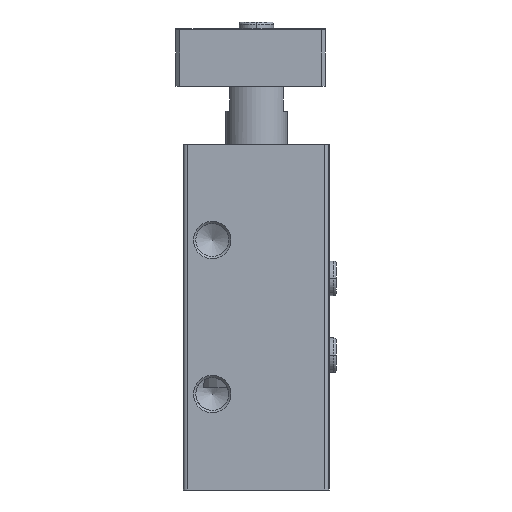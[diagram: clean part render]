
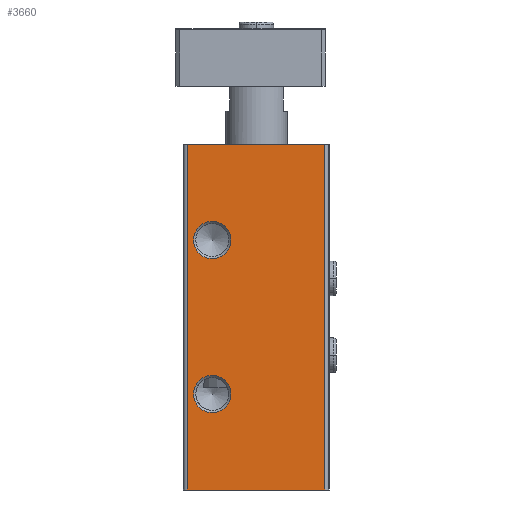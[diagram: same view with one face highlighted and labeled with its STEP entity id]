
A CAD part, left-side view. The second image highlights one B-rep face of the part: STEP entity #3660.
In plain terms, the highlighted planar face has unit normal (-1, 0, 0).
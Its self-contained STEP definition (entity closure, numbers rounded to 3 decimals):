
#63=PLANE('',#3964);
#269=CIRCLE('',#3965,4.864);
#270=CIRCLE('',#3966,4.864);
#473=ORIENTED_EDGE('',*,*,#1466,.T.);
#474=ORIENTED_EDGE('',*,*,#1467,.T.);
#475=ORIENTED_EDGE('',*,*,#1468,.F.);
#476=ORIENTED_EDGE('',*,*,#1469,.F.);
#477=ORIENTED_EDGE('',*,*,#1470,.T.);
#478=ORIENTED_EDGE('',*,*,#1471,.T.);
#1466=EDGE_CURVE('',#1963,#1963,#269,.T.);
#1467=EDGE_CURVE('',#1964,#1964,#270,.T.);
#1468=EDGE_CURVE('',#1965,#1966,#2331,.T.);
#1469=EDGE_CURVE('',#1967,#1965,#2332,.T.);
#1470=EDGE_CURVE('',#1967,#1968,#2333,.T.);
#1471=EDGE_CURVE('',#1968,#1966,#2334,.T.);
#1963=VERTEX_POINT('',#5607);
#1964=VERTEX_POINT('',#5609);
#1965=VERTEX_POINT('',#5611);
#1966=VERTEX_POINT('',#5612);
#1967=VERTEX_POINT('',#5614);
#1968=VERTEX_POINT('',#5616);
#2331=LINE('',#5610,#2594);
#2332=LINE('',#5613,#2595);
#2333=LINE('',#5615,#2596);
#2334=LINE('',#5617,#2597);
#2594=VECTOR('',#4426,1000.);
#2595=VECTOR('',#4427,1000.);
#2596=VECTOR('',#4428,1000.);
#2597=VECTOR('',#4429,1000.);
#2859=EDGE_LOOP('',(#473));
#2860=EDGE_LOOP('',(#474));
#2861=EDGE_LOOP('',(#475,#476,#477,#478));
#3216=FACE_BOUND('',#2859,.T.);
#3217=FACE_BOUND('',#2860,.T.);
#3218=FACE_BOUND('',#2861,.T.);
#3660=ADVANCED_FACE('',(#3216,#3217,#3218),#63,.T.);
#3964=AXIS2_PLACEMENT_3D('',#5605,#4420,#4421);
#3965=AXIS2_PLACEMENT_3D('',#5606,#4422,#4423);
#3966=AXIS2_PLACEMENT_3D('',#5608,#4424,#4425);
#4420=DIRECTION('',(-1.,0.,0.));
#4421=DIRECTION('',(0.,0.,1.));
#4422=DIRECTION('',(1.,0.,0.));
#4423=DIRECTION('',(0.,0.,-1.));
#4424=DIRECTION('',(1.,0.,0.));
#4425=DIRECTION('',(0.,0.,-1.));
#4426=DIRECTION('',(0.,-1.,0.));
#4427=DIRECTION('',(0.,0.,1.));
#4428=DIRECTION('',(0.,-1.,0.));
#4429=DIRECTION('',(0.,0.,1.));
#5605=CARTESIAN_POINT('',(-49.,18.,-90.1));
#5606=CARTESIAN_POINT('',(-49.,11.5,-65.1));
#5607=CARTESIAN_POINT('',(-49.,11.5,-69.964));
#5608=CARTESIAN_POINT('',(-49.,11.5,-25.));
#5609=CARTESIAN_POINT('',(-49.,11.5,-29.864));
#5610=CARTESIAN_POINT('',(-49.,18.,0.));
#5611=CARTESIAN_POINT('',(-49.,18.,0.));
#5612=CARTESIAN_POINT('',(-49.,-17.8,0.));
#5613=CARTESIAN_POINT('',(-49.,18.,-90.1));
#5614=CARTESIAN_POINT('',(-49.,18.,-90.1));
#5615=CARTESIAN_POINT('',(-49.,18.,-90.1));
#5616=CARTESIAN_POINT('',(-49.,-17.8,-90.1));
#5617=CARTESIAN_POINT('',(-49.,-17.8,-90.1));
